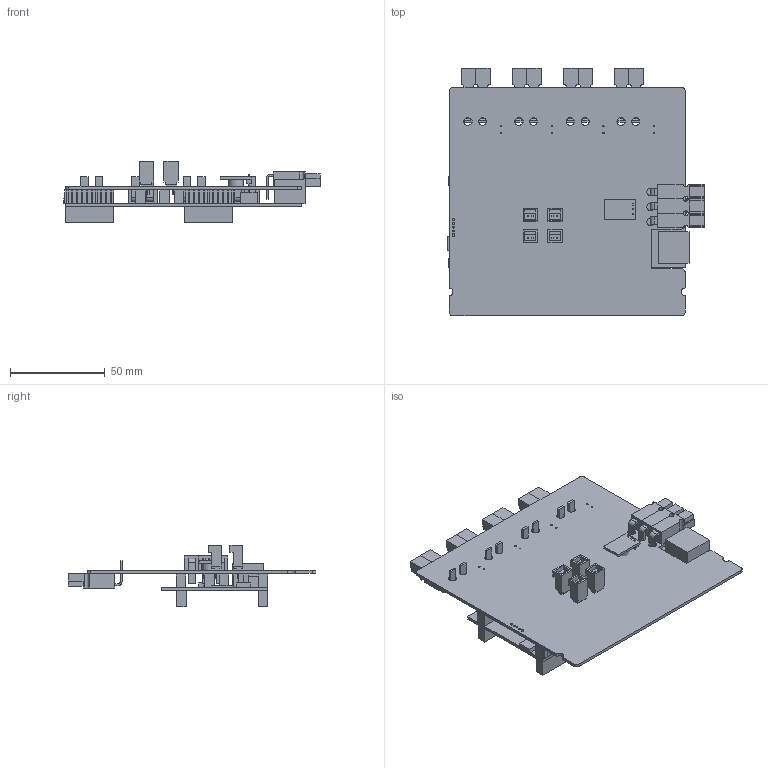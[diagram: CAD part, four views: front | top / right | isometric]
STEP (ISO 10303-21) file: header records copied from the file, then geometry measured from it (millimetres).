
FILE_DESCRIPTION(('KiCad electronic assembly'),'2;1');
FILE_NAME('ScienceMotorController_Hardware.step','2019-12-14T14:12:39',( 'An Author'),('A Company'),'Open CASCADE STEP processor 6.8', 'KiCad to STEP converter','Unknown');
FILE_SCHEMA(('AUTOMOTIVE_DESIGN_CC2 { 1 2 10303 214 -1 1 5 4 }'));
Length unit declared in the file: millimetre
Products named in the file (14): Open CASCADE STEP translator 6.8 1; Anderson_3_Horizontal_Side_by_Side; COMPOUND; Anderson_2_Horizontal_Side_by_Side; OKI; SOLID; Molex_SL_02_Vertical; TM4C129_Launchpad; 2x20_SMD_Header
Assembly tree (22 placements, depth 3):
  Open CASCADE STEP translator 6.8 1
    Anderson_3_Horizontal_Side_by_Side
      COMPOUND
    Anderson_2_Horizontal_Side_by_Side  x4
      COMPOUND
    OKI
      SOLID
    Molex_SL_02_Vertical  x4
      SOLID
    TM4C129_Launchpad
      SOLID
    2x20_SMD_Header  x4
      COMPOUND
    COMPOUND
Bounding box: 135.18 x 130.68 x 32.64 mm (x, y, z)
Volume: 62070.3 mm3; surface area: 71167.8 mm2
Topology: 102 solids, 104 shells, 2369 faces, 5494 edges, 3553 vertices
Faces by surface type: plane 2281, cylinder 88
Full cylindrical faces by diameter (mm): 0.8 x8, 0.889 x3, 0.9 x11, 1.5 x2, 4.06 x11, 7.874 x1
Entity records: 75826 total; most frequent: CARTESIAN_POINT 13473, DIRECTION 10265, LINE 7695, VECTOR 7695, ORIENTED_EDGE 5360, PCURVE 5356, DEFINITIONAL_REPRESENTATION 5356, EDGE_CURVE 2678
